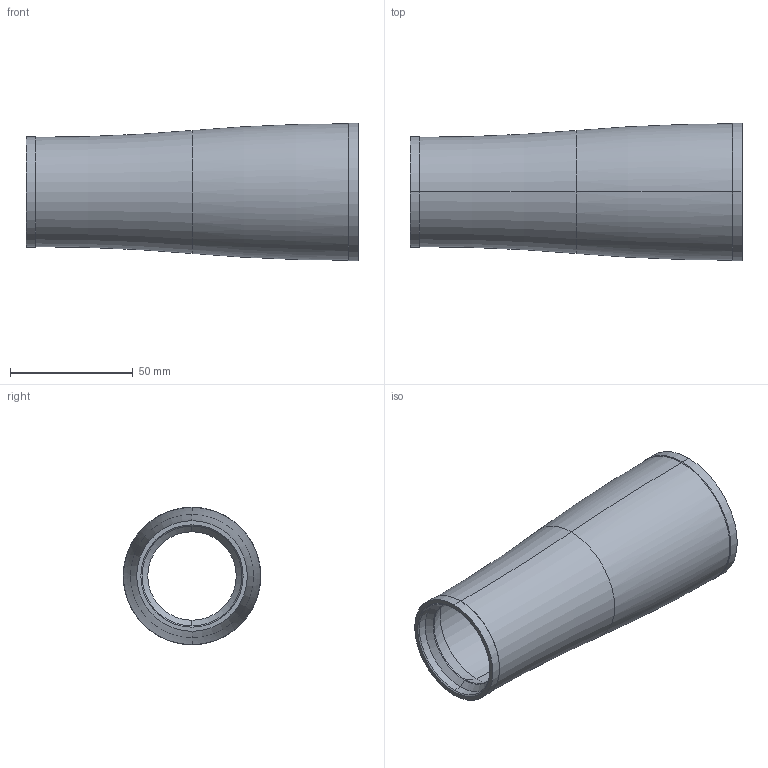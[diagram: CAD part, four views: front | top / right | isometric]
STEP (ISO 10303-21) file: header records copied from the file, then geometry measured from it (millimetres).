
FILE_DESCRIPTION (( 'STEP AP214' ), '1' );
FILE_NAME ('HT0416.STEP', '2017-09-05T17:35:18', ( 'Accounting' ), ( 'Microsoft' ), 'SwSTEP 2.0', 'SolidWorks 2017', '' );
FILE_SCHEMA (( 'AUTOMOTIVE_DESIGN' ));
Length unit declared in the file: millimetre
Products named in the file (1): HT0416
Bounding box: 135 x 56 x 56 mm (x, y, z)
Volume: 31685.2 mm3; surface area: 42231.4 mm2
Topology: 1 solids, 1 shells, 38 faces, 76 edges, 40 vertices
Faces by surface type: cone 16, cylinder 12, torus 8, plane 2
Entity records: 1010 total; most frequent: DIRECTION 202, CARTESIAN_POINT 155, ORIENTED_EDGE 152, AXIS2_PLACEMENT_3D 87, EDGE_CURVE 76, CIRCLE 48, EDGE_LOOP 40, VERTEX_POINT 40
